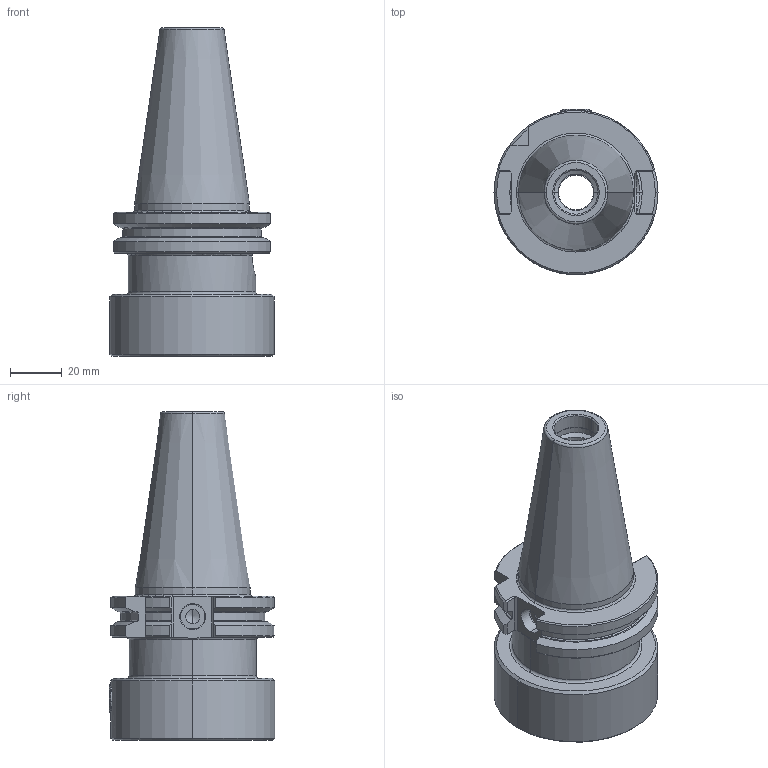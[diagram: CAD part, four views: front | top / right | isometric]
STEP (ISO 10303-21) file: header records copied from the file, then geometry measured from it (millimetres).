
FILE_DESCRIPTION(('no description'),'unknown implementation level');
FILE_NAME('956F4DED-87D8-40CD-A651-CB48DCB4A885_export.stp',' ',('CIMSOURCE GmbH'),('CADClick - KiM GmbH - www.kimweb.de'),'unknown preprocess','ACIS','unknown authorization');
FILE_SCHEMA(('automotive_design'));
Length unit declared in the file: millimetre
Products named in the file (2): 323.721 Kaiser SK40 VD X CKS6 X 90B|690.436 Kaiser ETL M12 X 18 CK6;Schnitt-Linear austragen2; 323.721 Kaiser SK40 VD X CKS6 X 90B|323.721 Kaiser SK40 VD X CKS6 X 90B;Rotation1
Bounding box: 63.5 x 64.07 x 127.25 mm (x, y, z)
Volume: 146486.3 mm3; surface area: 37290.3 mm2
Topology: 2 solids, 2 shells, 191 faces, 471 edges, 289 vertices
Faces by surface type: plane 70, cylinder 51, cone 50, torus 20
Entity records: 11274 total; most frequent: CARTESIAN_POINT 1428, DIRECTION 956, STYLED_ITEM 949, PRESENTATION_STYLE_ASSIGNMENT 949, COLOUR_RGB 949, ORIENTED_EDGE 934, EDGE_CURVE 467, CURVE_STYLE 467
